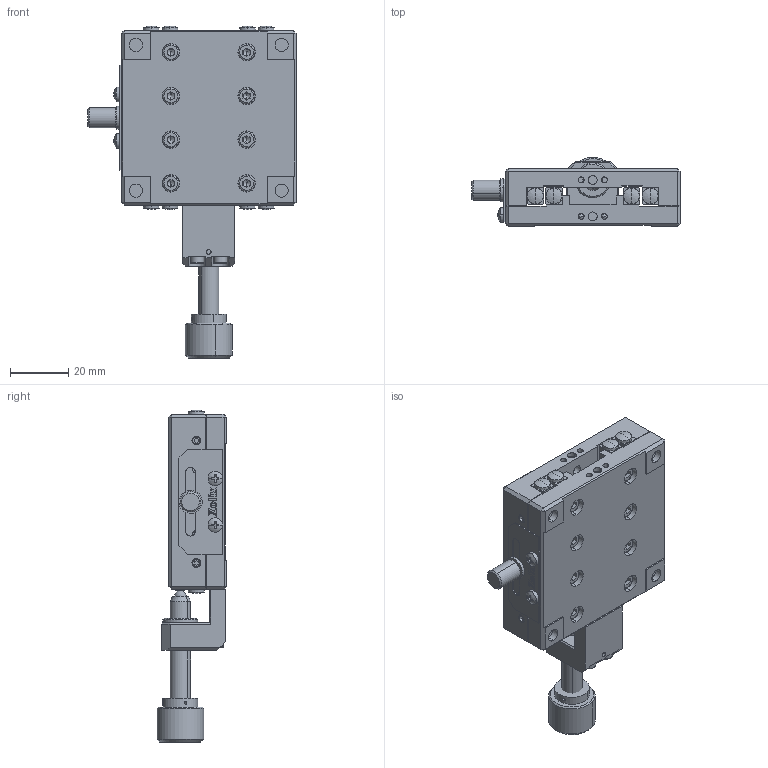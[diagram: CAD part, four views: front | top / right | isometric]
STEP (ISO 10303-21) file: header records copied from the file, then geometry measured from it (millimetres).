
FILE_DESCRIPTION (( 'STEP AP203' ), '1' );
FILE_NAME ('SK13-60C.step', '2019-05-08T07:33:28', ( '' ), ( '' ), 'SwSTEP 2.0', 'SolidWorks 2017', '' );
FILE_SCHEMA (( 'CONFIG_CONTROL_DESIGN' ));
Length unit declared in the file: millimetre
Products named in the file (1): SK13-60C
Bounding box: 71.5 x 23.99 x 113.93 mm (x, y, z)
Surface area: 32324.1 mm2 (no closed solid volume)
Topology: 0 solids, 40 shells, 763 faces, 2787 edges, 1927 vertices
Faces by surface type: plane 483, cylinder 152, cone 70, torus 36, bspline 16, sphere 6
Entity records: 29526 total; most frequent: CARTESIAN_POINT 5981, DIRECTION 4961, ORIENTED_EDGE 4335, EDGE_CURVE 2730, VERTEX_POINT 1924, LINE 1861, VECTOR 1861, AXIS2_PLACEMENT_3D 1550
